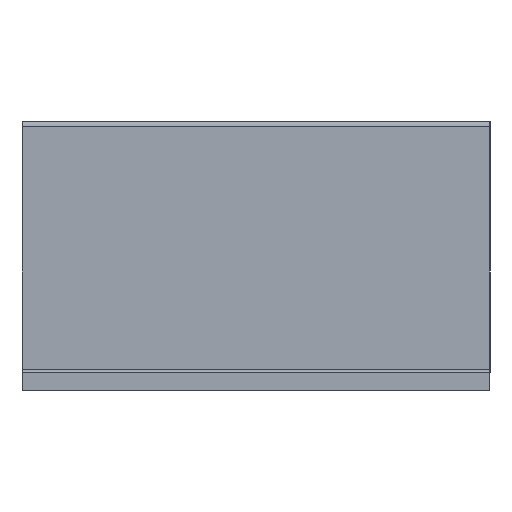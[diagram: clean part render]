
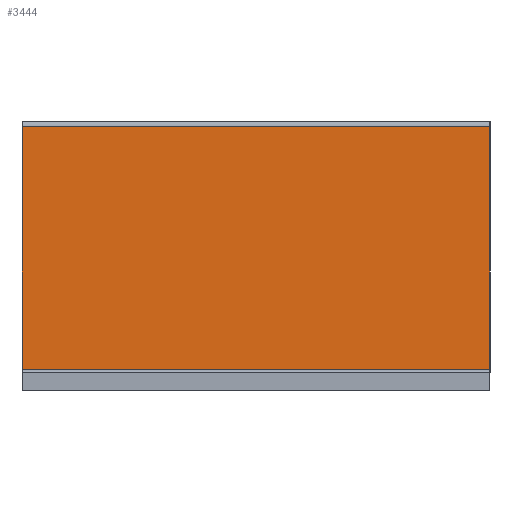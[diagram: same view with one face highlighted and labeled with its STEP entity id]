
A CAD part, front view. The second image highlights one B-rep face of the part: STEP entity #3444.
In plain terms, the highlighted planar face has unit normal (0, -1, 0).
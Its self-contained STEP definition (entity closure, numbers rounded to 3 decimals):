
#491 = CARTESIAN_POINT ( 'NONE',  ( -152.4, -21.032, 1.52 ) ) ;
#493 = PLANE ( 'NONE',  #571 ) ;
#495 = DIRECTION ( 'NONE',  ( 0., 1., 0. ) ) ;
#496 = DIRECTION ( 'NONE',  ( 0., 0., -1. ) ) ;
#571 = AXIS2_PLACEMENT_3D ( 'NONE', #491, #495, #496 ) ;
#1103 = LINE ( 'NONE', #1916, #1105 ) ;
#1105 = VECTOR ( 'NONE', #1917, 1000. ) ;
#1226 = LINE ( 'NONE', #2337, #1229 ) ;
#1229 = VECTOR ( 'NONE', #2338, 1000. ) ;
#1916 = CARTESIAN_POINT ( 'NONE',  ( -16.47, -21.032, 1.52 ) ) ;
#1917 = DIRECTION ( 'NONE',  ( 0., 0., 1. ) ) ;
#2216 = CARTESIAN_POINT ( 'NONE',  ( -16.47, -21.032, 1.52 ) ) ;
#2225 = CARTESIAN_POINT ( 'NONE',  ( -16.47, -21.032, 18.619 ) ) ;
#2305 = CARTESIAN_POINT ( 'NONE',  ( 16.47, -21.032, 18.619 ) ) ;
#2306 = CARTESIAN_POINT ( 'NONE',  ( 16.47, -21.032, 1.52 ) ) ;
#2337 = CARTESIAN_POINT ( 'NONE',  ( 16.47, -21.032, 1.52 ) ) ;
#2338 = DIRECTION ( 'NONE',  ( 0., 0., -1. ) ) ;
#2530 = CARTESIAN_POINT ( 'NONE',  ( -152.4, -21.032, 18.619 ) ) ;
#2534 = CARTESIAN_POINT ( 'NONE',  ( -152.4, -21.032, 1.52 ) ) ;
#2536 = DIRECTION ( 'NONE',  ( 1., 0., 0. ) ) ;
#2537 = DIRECTION ( 'NONE',  ( 1., 0., 0. ) ) ;
#2851 = LINE ( 'NONE', #2534, #2855 ) ;
#2855 = VECTOR ( 'NONE', #2536, 1000. ) ;
#2857 = LINE ( 'NONE', #2530, #2858 ) ;
#2858 = VECTOR ( 'NONE', #2537, 1000. ) ;
#3444 = ADVANCED_FACE ( 'NONE', ( #5687 ), #493, .F. ) ;
#3752 = ORIENTED_EDGE ( 'NONE', *, *, #4921, .F. ) ;
#3753 = ORIENTED_EDGE ( 'NONE', *, *, #4999, .F. ) ;
#3754 = ORIENTED_EDGE ( 'NONE', *, *, #4256, .F. ) ;
#3755 = ORIENTED_EDGE ( 'NONE', *, *, #4998, .T. ) ;
#3907 = EDGE_LOOP ( 'NONE', ( #3752, #3753, #3754, #3755 ) ) ;
#4256 = EDGE_CURVE ( 'NONE', #4800, #4809, #1103, .T. ) ;
#4800 = VERTEX_POINT ( 'NONE', #2216 ) ;
#4809 = VERTEX_POINT ( 'NONE', #2225 ) ;
#4889 = VERTEX_POINT ( 'NONE', #2305 ) ;
#4890 = VERTEX_POINT ( 'NONE', #2306 ) ;
#4921 = EDGE_CURVE ( 'NONE', #4889, #4890, #1226, .T. ) ;
#4998 = EDGE_CURVE ( 'NONE', #4800, #4890, #2851, .T. ) ;
#4999 = EDGE_CURVE ( 'NONE', #4809, #4889, #2857, .T. ) ;
#5687 = FACE_OUTER_BOUND ( 'NONE', #3907, .T. ) ;
